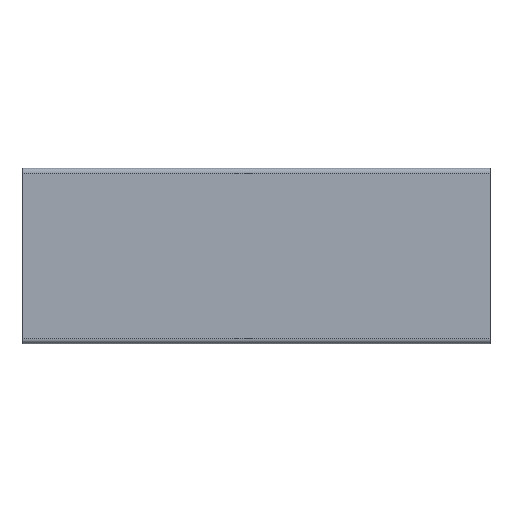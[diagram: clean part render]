
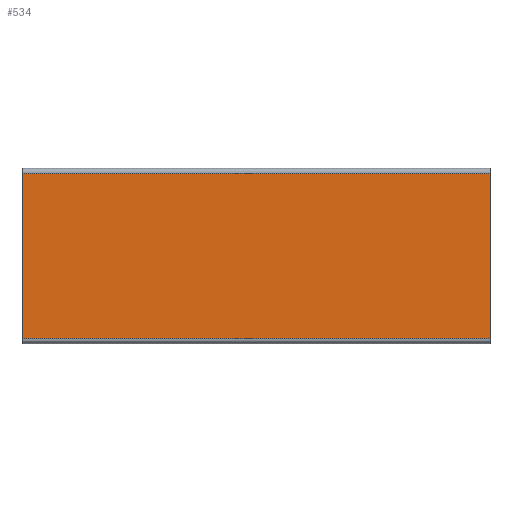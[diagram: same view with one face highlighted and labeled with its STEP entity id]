
A CAD part, left-side view. The second image highlights one B-rep face of the part: STEP entity #534.
In plain terms, the highlighted planar face has unit normal (-1, 0, 0).
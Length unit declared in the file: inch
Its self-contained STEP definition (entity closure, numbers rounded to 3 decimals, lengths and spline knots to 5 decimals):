
#471=CARTESIAN_POINT('',(11.26105,10.80793,1.0625));
#472=VERTEX_POINT('',#471);
#480=CARTESIAN_POINT('',(11.26105,4.80793,1.0625));
#481=VERTEX_POINT('',#480);
#482=CARTESIAN_POINT('',(11.26105,7.80793,1.0625));
#483=DIRECTION('',(0.,-1.,0.));
#484=VECTOR('',#483,1.);
#485=LINE('',#482,#484);
#486=EDGE_CURVE('',#472,#481,#485,.T.);
#504=CARTESIAN_POINT('',(11.26105,10.80793,-1.0625));
#505=VERTEX_POINT('',#504);
#506=CARTESIAN_POINT('',(11.26105,10.80793,1.0625));
#507=DIRECTION('',(0.,0.,-1.));
#508=VECTOR('',#507,1.);
#509=LINE('',#506,#508);
#510=EDGE_CURVE('',#472,#505,#509,.T.);
#511=ORIENTED_EDGE('',*,*,#510,.T.);
#512=CARTESIAN_POINT('',(11.26105,4.80793,-1.0625));
#513=VERTEX_POINT('',#512);
#514=CARTESIAN_POINT('',(11.26105,7.80793,-1.0625));
#515=DIRECTION('',(0.,1.,0.));
#516=VECTOR('',#515,1.);
#517=LINE('',#514,#516);
#518=EDGE_CURVE('',#513,#505,#517,.T.);
#519=ORIENTED_EDGE('',*,*,#518,.F.);
#520=CARTESIAN_POINT('',(11.26105,4.80793,1.0625));
#521=DIRECTION('',(0.,0.,1.));
#522=VECTOR('',#521,1.);
#523=LINE('',#520,#522);
#524=EDGE_CURVE('',#513,#481,#523,.T.);
#525=ORIENTED_EDGE('',*,*,#524,.T.);
#526=ORIENTED_EDGE('',*,*,#486,.F.);
#527=EDGE_LOOP('',(#511,#519,#525,#526));
#528=FACE_OUTER_BOUND('',#527,.T.);
#529=CARTESIAN_POINT('',(11.26105,7.80793,0.));
#530=DIRECTION('',(-1.,0.,0.));
#531=DIRECTION('',(0.,0.,1.));
#532=AXIS2_PLACEMENT_3D('',#529,#530,#531);
#533=PLANE('',#532);
#534=ADVANCED_FACE('',(#528),#533,.T.);
